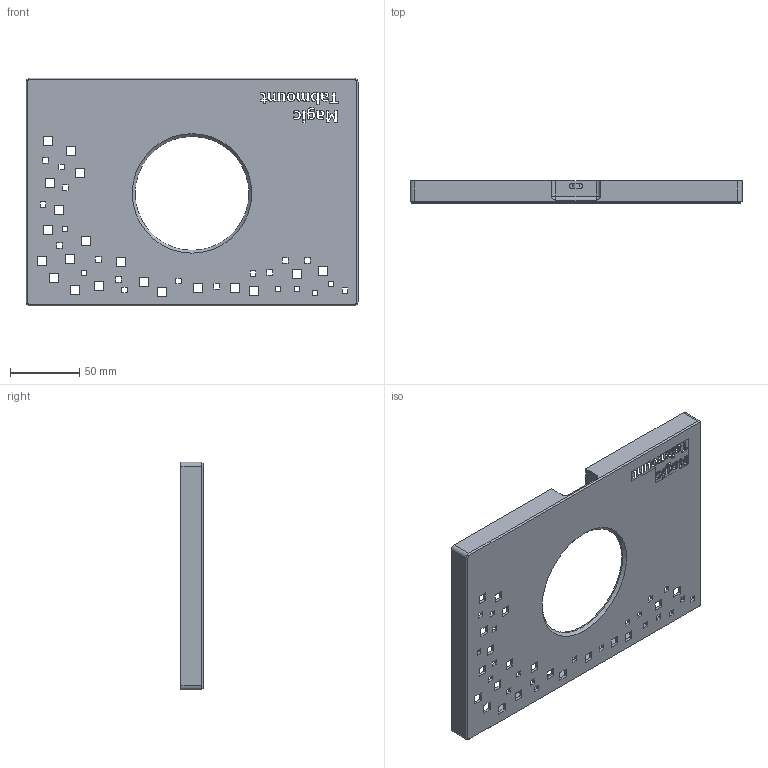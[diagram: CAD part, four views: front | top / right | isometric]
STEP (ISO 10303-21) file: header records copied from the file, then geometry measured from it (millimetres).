
FILE_DESCRIPTION(/* description */ (''),/* implementation_level */ '2;1');
FILE_NAME(/* name */ 'Gehuse.stp',/* time_stamp */ '2024-12-27T23:01:11+01:00',/* author */ ('Maximilian.Giesen'),/* organization */ (''),/* preprocessor_version */ 'ST-DEVELOPER v20',/* originating_system */ 'Autodesk Inventor 2024',/* authorisation */ '');
FILE_SCHEMA (('AUTOMOTIVE_DESIGN { 1 0 10303 214 3 1 1 }'));
Length unit declared in the file: millimetre
Products named in the file (1): Gehäuse Oberteil
Bounding box: 239 x 16 x 164 mm (x, y, z)
Volume: 117044.9 mm3; surface area: 99401.4 mm2
Topology: 6 solids, 6 shells, 623 faces, 1722 edges, 1132 vertices
Faces by surface type: plane 415, bspline 102, cylinder 89, cone 13, sphere 4
Full cylindrical faces by diameter (mm): 1.8 x10, 2 x6, 10.08 x1, 82 x1, 106 x1
Entity records: 20792 total; most frequent: CARTESIAN_POINT 5145, ORIENTED_EDGE 3444, DIRECTION 2752, EDGE_CURVE 1722, LINE 1324, VECTOR 1324, VERTEX_POINT 1132, EDGE_LOOP 760
